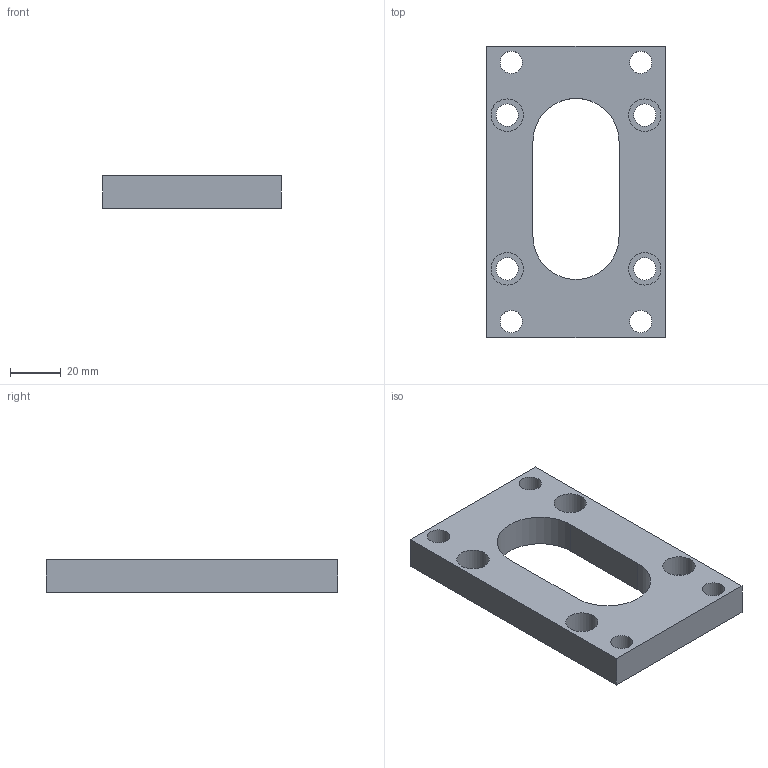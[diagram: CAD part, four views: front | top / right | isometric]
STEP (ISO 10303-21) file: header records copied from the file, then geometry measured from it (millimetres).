
FILE_DESCRIPTION((''),'2;1');
FILE_NAME('185-D03MKV.stp','2011-05-10T12:57:48',('tomw'),(''),'Autodesk Inventor 2011','Autodesk Inventor 2011','');
FILE_SCHEMA(('AUTOMOTIVE_DESIGN { 1 0 10303 214 1 1 1 1 }'));
Length unit declared in the file: millimetre
Products named in the file (1): 185-D03MKV_3D
Bounding box: 69.85 x 114.3 x 12.7 mm (x, y, z)
Volume: 65637.9 mm3; surface area: 20898.8 mm2
Topology: 1 solids, 1 shells, 26 faces, 68 edges, 48 vertices
Faces by surface type: cylinder 14, plane 12
Full cylindrical faces by diameter (mm): 8.738 x8, 12.7 x4
Entity records: 754 total; most frequent: DIRECTION 130, CARTESIAN_POINT 115, ORIENTED_EDGE 96, EDGE_LOOP 60, AXIS2_PLACEMENT_3D 55, EDGE_CURVE 48, VERTEX_POINT 40, FACE_BOUND 34
